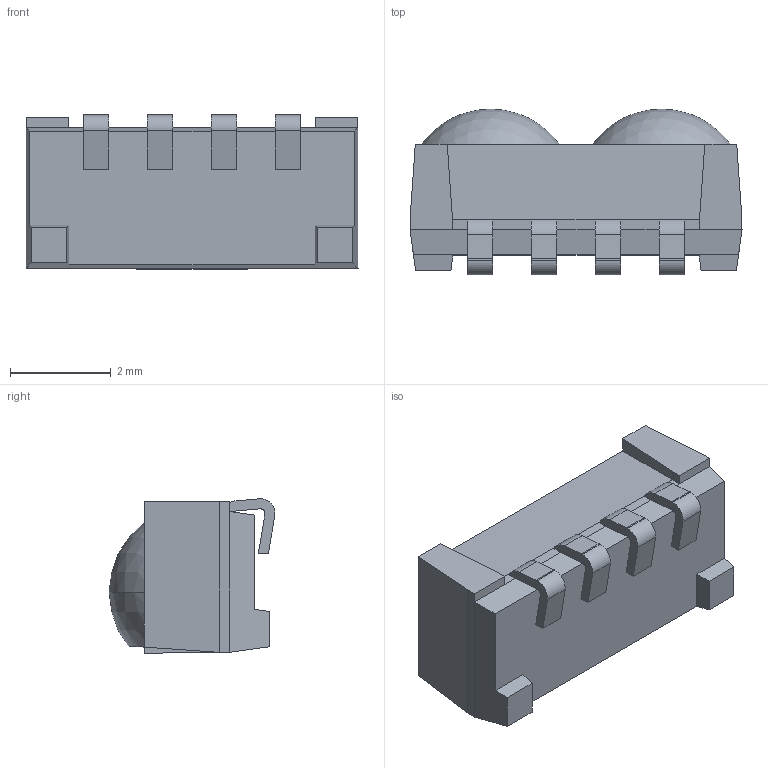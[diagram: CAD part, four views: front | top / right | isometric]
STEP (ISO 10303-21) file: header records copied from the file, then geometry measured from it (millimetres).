
FILE_DESCRIPTION (( 'STEP AP203' ), '1' );
FILE_NAME ('IRM-DB0XX_H&V .bak.STEP', '2014-09-10T05:18:33', ( 'demo' ), ( '' ), 'SwSTEP 2.0', 'SolidWorks 2010', '' );
FILE_SCHEMA (( 'CONFIG_CONTROL_DESIGN' ));
Length unit declared in the file: millimetre
Products named in the file (1): IRM-DB0XX_H&V .bak
Bounding box: 6.6 x 3.3 x 3.07 mm (x, y, z)
Volume: 45.2 mm3; surface area: 92.8 mm2
Topology: 2 solids, 2 shells, 85 faces, 227 edges, 146 vertices
Faces by surface type: plane 61, cylinder 20, sphere 4
Entity records: 2700 total; most frequent: CARTESIAN_POINT 459, ORIENTED_EDGE 454, DIRECTION 451, EDGE_CURVE 227, VECTOR 175, LINE 175, VERTEX_POINT 146, AXIS2_PLACEMENT_3D 138
